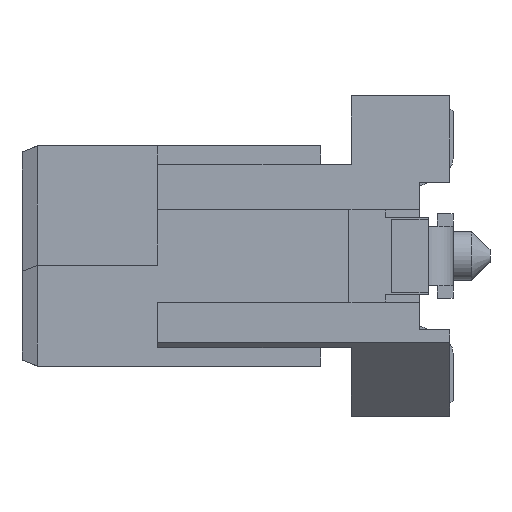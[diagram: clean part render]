
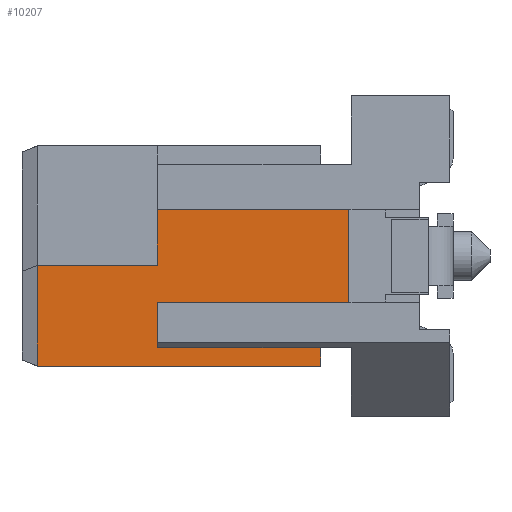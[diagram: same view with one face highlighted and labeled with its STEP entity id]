
A CAD part, left-side view. The second image highlights one B-rep face of the part: STEP entity #10207.
In plain terms, the highlighted planar face has unit normal (-1, 0, 0).
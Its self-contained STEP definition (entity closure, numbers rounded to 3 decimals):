
#482=LINE('',#35287,#3805);
#566=LINE('',#35499,#3889);
#638=LINE('',#35667,#3961);
#1095=LINE('',#36738,#4418);
#1584=LINE('',#37833,#4907);
#1953=LINE('',#38625,#5276);
#2755=LINE('',#40380,#6078);
#2764=LINE('',#40397,#6087);
#3185=LINE('',#41208,#6508);
#3186=LINE('',#41210,#6509);
#3805=VECTOR('',#28303,1.);
#3889=VECTOR('',#28463,1.);
#3961=VECTOR('',#28581,1.);
#4418=VECTOR('',#29370,1.);
#4907=VECTOR('',#30215,1.);
#5276=VECTOR('',#30860,1.);
#6078=VECTOR('',#32498,1.);
#6087=VECTOR('',#32515,1.);
#6508=VECTOR('',#33386,1.);
#6509=VECTOR('',#33387,1.);
#7578=PLANE('',#27348);
#8880=FACE_OUTER_BOUND('',#11886,.T.);
#10207=ADVANCED_FACE('PLAN_FACE834',(#8880),#7578,.F.);
#11886=EDGE_LOOP('',(#17400,#17401,#17402,#17403,#17404,#17405,#17406,#17407,
#17408,#17409));
#17400=ORIENTED_EDGE('',*,*,#23685,.T.);
#17401=ORIENTED_EDGE('',*,*,#22471,.T.);
#17402=ORIENTED_EDGE('',*,*,#22569,.T.);
#17403=ORIENTED_EDGE('',*,*,#25014,.F.);
#17404=ORIENTED_EDGE('',*,*,#22648,.T.);
#17405=ORIENTED_EDGE('',*,*,#25005,.T.);
#17406=ORIENTED_EDGE('',*,*,#23146,.F.);
#17407=ORIENTED_EDGE('',*,*,#25465,.F.);
#17408=ORIENTED_EDGE('',*,*,#25466,.F.);
#17409=ORIENTED_EDGE('',*,*,#24086,.T.);
#19614=VERTEX_POINT('',#34423);
#20013=VERTEX_POINT('',#35286);
#20014=VERTEX_POINT('',#35288);
#20103=VERTEX_POINT('',#35498);
#20177=VERTEX_POINT('',#35668);
#20178=VERTEX_POINT('',#35669);
#20612=VERTEX_POINT('',#36737);
#20613=VERTEX_POINT('',#36739);
#20780=VERTEX_POINT('',#37158);
#22018=VERTEX_POINT('',#41209);
#22471=EDGE_CURVE('',#20014,#20013,#482,.T.);
#22569=EDGE_CURVE('',#20013,#20103,#566,.T.);
#22648=EDGE_CURVE('',#20177,#20178,#638,.T.);
#23146=EDGE_CURVE('',#20612,#20613,#1095,.T.);
#23685=EDGE_CURVE('',#19614,#20014,#1584,.T.);
#24086=EDGE_CURVE('',#20780,#19614,#1953,.T.);
#25005=EDGE_CURVE('',#20178,#20613,#2755,.T.);
#25014=EDGE_CURVE('',#20177,#20103,#2764,.T.);
#25465=EDGE_CURVE('',#22018,#20612,#3185,.T.);
#25466=EDGE_CURVE('',#20780,#22018,#3186,.T.);
#27348=AXIS2_PLACEMENT_3D('',#41211,#33388,#33389);
#28303=DIRECTION('',(0.,0.,1.));
#28463=DIRECTION('',(0.,1.,0.));
#28581=DIRECTION('',(0.,-1.,0.));
#29370=DIRECTION('',(0.,-1.,0.));
#30215=DIRECTION('',(0.,-1.,0.));
#30860=DIRECTION('',(0.,0.,-1.));
#32498=DIRECTION('',(0.,0.,1.));
#32515=DIRECTION('',(0.,0.,-1.));
#33386=DIRECTION('',(0.,0.,1.));
#33387=DIRECTION('',(0.,-1.,0.));
#33388=DIRECTION('',(1.,0.,0.));
#33389=DIRECTION('',(0.,-1.,0.));
#34423=CARTESIAN_POINT('',(-8.235,3.225,-1.79));
#35286=CARTESIAN_POINT('',(-8.235,-1.375,-1.49));
#35287=CARTESIAN_POINT('',(-8.235,-1.375,-1.79));
#35288=CARTESIAN_POINT('',(-8.235,-1.375,-1.79));
#35498=CARTESIAN_POINT('',(-8.235,1.275,-1.49));
#35499=CARTESIAN_POINT('',(-8.235,-1.375,-1.49));
#35667=CARTESIAN_POINT('',(-8.235,1.275,-1.));
#35668=CARTESIAN_POINT('',(-8.235,1.275,-1.));
#35669=CARTESIAN_POINT('',(-8.235,-1.825,-1.));
#36737=CARTESIAN_POINT('',(-8.235,1.275,1.));
#36738=CARTESIAN_POINT('',(-8.235,1.275,1.));
#36739=CARTESIAN_POINT('',(-8.235,-1.825,1.));
#37158=CARTESIAN_POINT('',(-8.235,3.225,-0.15));
#37833=CARTESIAN_POINT('',(-8.235,3.225,-1.79));
#38625=CARTESIAN_POINT('',(-8.235,3.225,-0.15));
#40380=CARTESIAN_POINT('',(-8.235,-1.825,-1.));
#40397=CARTESIAN_POINT('',(-8.235,1.275,-1.));
#41208=CARTESIAN_POINT('',(-8.235,1.275,-0.15));
#41209=CARTESIAN_POINT('',(-8.235,1.275,-0.15));
#41210=CARTESIAN_POINT('',(-8.235,3.225,-0.15));
#41211=CARTESIAN_POINT('',(-8.235,-1.375,1.79));
